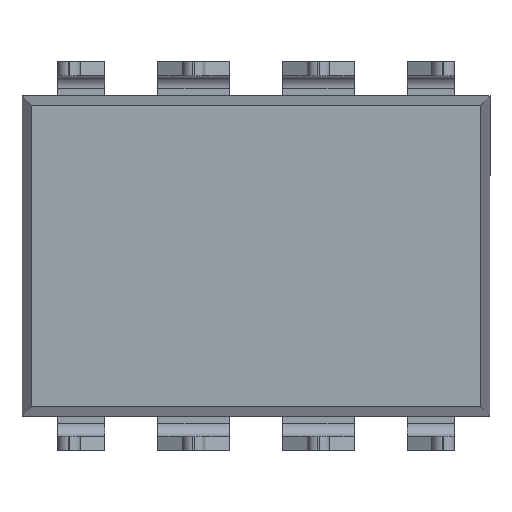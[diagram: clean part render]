
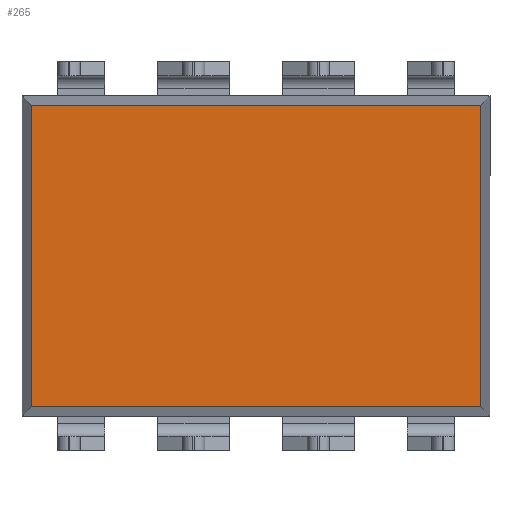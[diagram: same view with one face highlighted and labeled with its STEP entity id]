
A CAD part, front view. The second image highlights one B-rep face of the part: STEP entity #265.
In plain terms, the highlighted planar face has unit normal (0, -1, 0).
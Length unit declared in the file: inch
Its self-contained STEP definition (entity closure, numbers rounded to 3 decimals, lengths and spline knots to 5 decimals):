
#265 = ADVANCED_FACE ( 'NONE', ( #2193 ), #1645, .T. ) ;
#322 = EDGE_CURVE ( 'NONE', #3440, #4533, #4126, .T. ) ;
#395 = LINE ( 'NONE', #1262, #4460 ) ;
#446 = DIRECTION ( 'NONE',  ( -1., 0., 0. ) ) ;
#614 = CARTESIAN_POINT ( 'NONE',  ( 0., 0.03, 0. ) ) ;
#628 = CARTESIAN_POINT ( 'NONE',  ( -0.1875, 0.03, -0.12067 ) ) ;
#901 = DIRECTION ( 'NONE',  ( 0., 0., 1. ) ) ;
#1113 = CARTESIAN_POINT ( 'NONE',  ( -0.17992, 0.03, -0.12067 ) ) ;
#1262 = CARTESIAN_POINT ( 'NONE',  ( 0.17992, 0.03, -0.12825 ) ) ;
#1306 = VERTEX_POINT ( 'NONE', #1412 ) ;
#1412 = CARTESIAN_POINT ( 'NONE',  ( -0.17992, 0.03, 0.12067 ) ) ;
#1517 = EDGE_CURVE ( 'NONE', #4533, #3447, #395, .T. ) ;
#1645 = PLANE ( 'NONE',  #2414 ) ;
#2088 = ORIENTED_EDGE ( 'NONE', *, *, #3138, .T. ) ;
#2193 = FACE_OUTER_BOUND ( 'NONE', #3924, .T. ) ;
#2206 = LINE ( 'NONE', #4209, #3044 ) ;
#2414 = AXIS2_PLACEMENT_3D ( 'NONE', #614, #3198, #4245 ) ;
#2725 = DIRECTION ( 'NONE',  ( 0., 0., -1. ) ) ;
#2746 = CARTESIAN_POINT ( 'NONE',  ( 0.17992, 0.03, -0.12067 ) ) ;
#2836 = ORIENTED_EDGE ( 'NONE', *, *, #3488, .T. ) ;
#3044 = VECTOR ( 'NONE', #2725, 39.37008 ) ;
#3124 = ORIENTED_EDGE ( 'NONE', *, *, #322, .T. ) ;
#3138 = EDGE_CURVE ( 'NONE', #1306, #3440, #2206, .T. ) ;
#3198 = DIRECTION ( 'NONE',  ( 0., -1., 0. ) ) ;
#3212 = DIRECTION ( 'NONE',  ( 1., 0., 0. ) ) ;
#3225 = LINE ( 'NONE', #4150, #4462 ) ;
#3440 = VERTEX_POINT ( 'NONE', #1113 ) ;
#3447 = VERTEX_POINT ( 'NONE', #3808 ) ;
#3488 = EDGE_CURVE ( 'NONE', #3447, #1306, #3225, .T. ) ;
#3601 = VECTOR ( 'NONE', #3212, 39.37008 ) ;
#3808 = CARTESIAN_POINT ( 'NONE',  ( 0.17992, 0.03, 0.12067 ) ) ;
#3924 = EDGE_LOOP ( 'NONE', ( #3124, #4405, #2836, #2088 ) ) ;
#4126 = LINE ( 'NONE', #628, #3601 ) ;
#4150 = CARTESIAN_POINT ( 'NONE',  ( 0.1875, 0.03, 0.12067 ) ) ;
#4209 = CARTESIAN_POINT ( 'NONE',  ( -0.17992, 0.03, 0.12825 ) ) ;
#4245 = DIRECTION ( 'NONE',  ( 0., 0., -1. ) ) ;
#4405 = ORIENTED_EDGE ( 'NONE', *, *, #1517, .T. ) ;
#4460 = VECTOR ( 'NONE', #901, 39.37008 ) ;
#4462 = VECTOR ( 'NONE', #446, 39.37008 ) ;
#4533 = VERTEX_POINT ( 'NONE', #2746 ) ;
